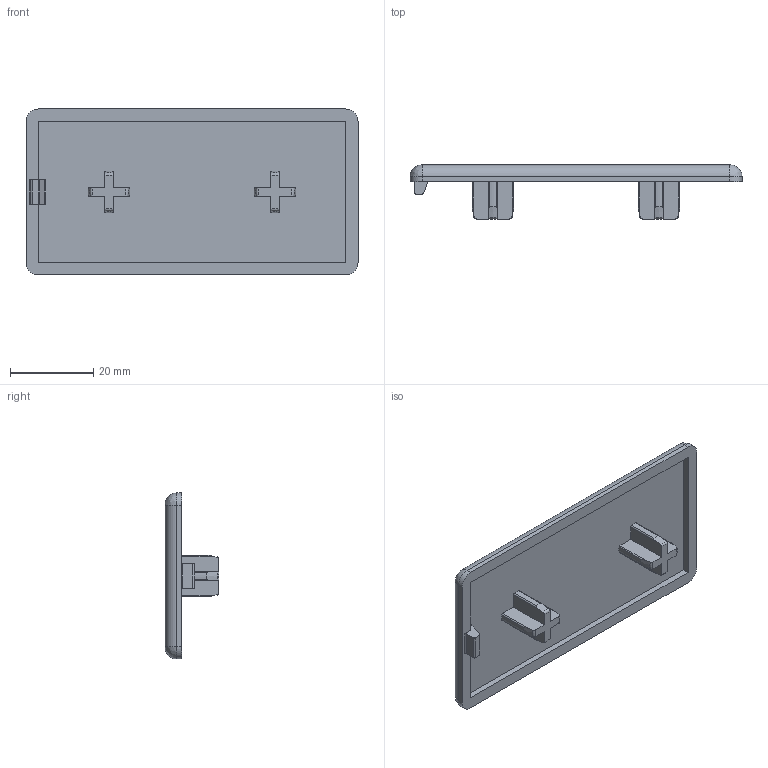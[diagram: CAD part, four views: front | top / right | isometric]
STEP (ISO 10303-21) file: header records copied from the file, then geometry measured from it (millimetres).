
FILE_DESCRIPTION(/* description */ (''),/* implementation_level */ '2;1');
FILE_NAME(/* name */ '1008305.stp',/* time_stamp */ '2024-07-23T14:35:19+02:00',/* author */ ('Bo'),/* organization */ (''),/* preprocessor_version */ 'ST-DEVELOPER v20',/* originating_system */ 'Autodesk Inventor 2025',/* authorisation */ ' ');
FILE_SCHEMA (('AUTOMOTIVE_DESIGN { 1 0 10303 214 3 1 1 }'));
Length unit declared in the file: millimetre
Products named in the file (1): 1008305
Bounding box: 80 x 13 x 40 mm (x, y, z)
Volume: 9409.7 mm3; surface area: 8207 mm2
Topology: 1 solids, 1 shells, 93 faces, 256 edges, 168 vertices
Faces by surface type: cylinder 37, plane 36, cone 8, torus 8, bspline 4
Entity records: 3336 total; most frequent: CARTESIAN_POINT 950, ORIENTED_EDGE 512, DIRECTION 466, EDGE_CURVE 256, VERTEX_POINT 168, AXIS2_PLACEMENT_3D 168, LINE 130, VECTOR 130
